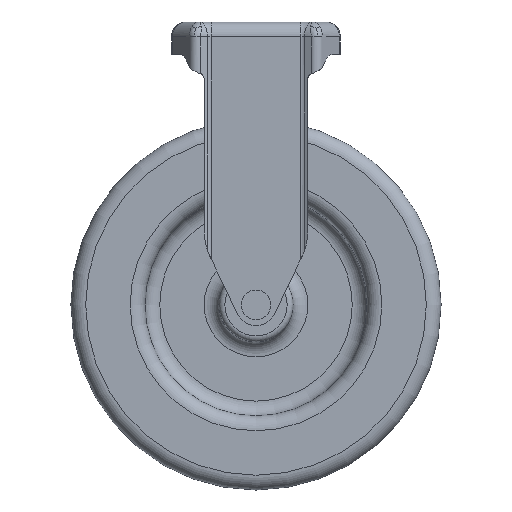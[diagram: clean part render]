
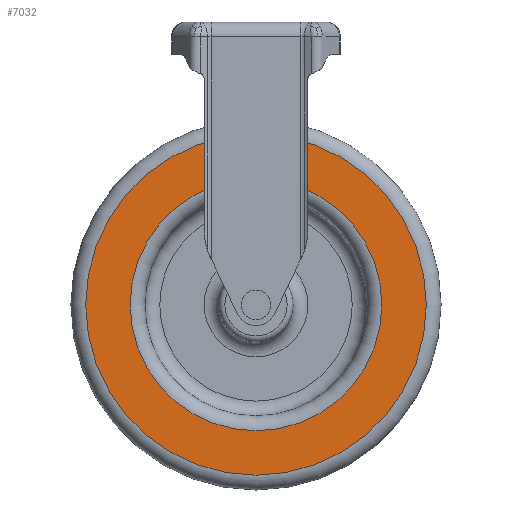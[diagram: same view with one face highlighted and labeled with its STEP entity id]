
A CAD part, front view. The second image highlights one B-rep face of the part: STEP entity #7032.
In plain terms, the highlighted planar face has unit normal (0, -1, 0).
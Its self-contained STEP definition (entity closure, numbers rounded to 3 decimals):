
#4229=PLANE('',#6750);
#4303=ORIENTED_EDGE('',*,*,#5339,.T.);
#4304=ORIENTED_EDGE('',*,*,#5338,.F.);
#5030=CIRCLE('',#6749,42.5);
#5031=CIRCLE('',#6751,57.5);
#5092=VERTEX_POINT('',#7207);
#5093=VERTEX_POINT('',#7210);
#5338=EDGE_CURVE('',#5092,#5092,#5030,.T.);
#5339=EDGE_CURVE('',#5093,#5093,#5031,.T.);
#5715=EDGE_LOOP('',(#4303));
#5716=EDGE_LOOP('',(#4304));
#5909=FACE_BOUND('',#5715,.T.);
#5910=FACE_BOUND('',#5716,.T.);
#6121=DIRECTION('',(0.,-1.,0.));
#6122=DIRECTION('',(0.,0.,42.5));
#6123=DIRECTION('',(0.,-1.,0.));
#6124=DIRECTION('',(-1.,0.,0.));
#6125=DIRECTION('',(0.,-1.,0.));
#6126=DIRECTION('',(0.,0.,57.5));
#6749=AXIS2_PLACEMENT_3D('',#7208,#6121,#6122);
#6750=AXIS2_PLACEMENT_3D('',#7209,#6123,#6124);
#6751=AXIS2_PLACEMENT_3D('',#7211,#6125,#6126);
#7032=ADVANCED_FACE('',(#5909,#5910),#4229,.T.);
#7207=CARTESIAN_POINT('',(0.,-16.,-53.));
#7208=CARTESIAN_POINT('',(0.,-16.,-95.5));
#7209=CARTESIAN_POINT('',(0.,-16.,-95.5));
#7210=CARTESIAN_POINT('',(0.,-16.,-38.));
#7211=CARTESIAN_POINT('',(0.,-16.,-95.5));
